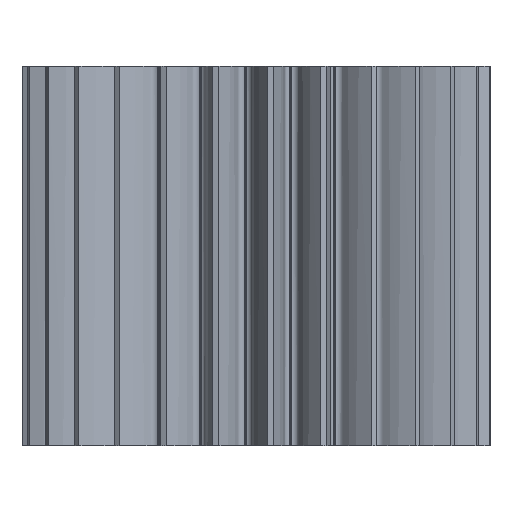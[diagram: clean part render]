
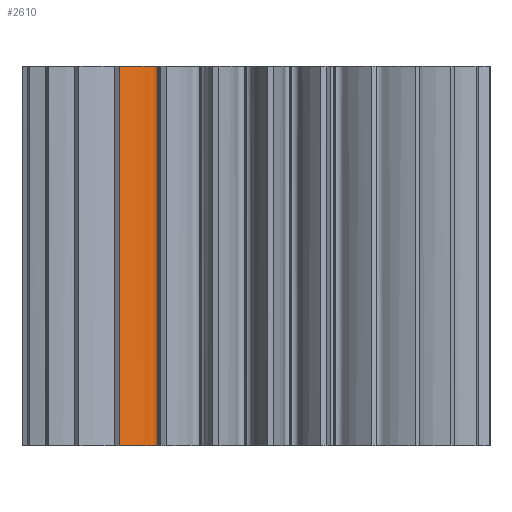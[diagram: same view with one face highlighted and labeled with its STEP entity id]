
A CAD part, left-side view. The second image highlights one B-rep face of the part: STEP entity #2610.
In plain terms, the highlighted free-form (B-spline) face has degree [3, 1] with [14, 2] control points.
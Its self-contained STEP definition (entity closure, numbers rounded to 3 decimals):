
#28=B_SPLINE_SURFACE_WITH_KNOTS('',3,1,((#4989,#4990),(#4991,#4992),(#4993,
#4994),(#4995,#4996),(#4997,#4998),(#4999,#5000),(#5001,#5002),(#5003,#5004),
(#5005,#5006),(#5007,#5008),(#5009,#5010),(#5011,#5012),(#5013,#5014),(#5015,
#5016)),.SURF_OF_LINEAR_EXTRUSION.,.F.,.F.,.F.,(4,2,2,2,2,2,4),(2,2),(0.,
0.25,0.375,0.5,0.625,0.75,1.),(0.,1.),
 .UNSPECIFIED.);
#103=B_SPLINE_CURVE_WITH_KNOTS('',3,(#3904,#3905,#3906,#3907,#3908,#3909,
#3910,#3911),.UNSPECIFIED.,.F.,.F.,(4,1,1,1,1,4),(0.,0.,
0.,0.001,0.001,0.002),
 .UNSPECIFIED.);
#153=B_SPLINE_CURVE_WITH_KNOTS('',3,(#4434,#4435,#4436,#4437,#4438,#4439,
#4440,#4441),.UNSPECIFIED.,.F.,.F.,(4,1,1,1,1,4),(0.,0.001,
0.001,0.002,0.002,0.002),
 .UNSPECIFIED.);
#738=ORIENTED_EDGE('',*,*,#1264,.T.);
#739=ORIENTED_EDGE('',*,*,#1194,.T.);
#740=ORIENTED_EDGE('',*,*,#1366,.T.);
#741=ORIENTED_EDGE('',*,*,#1438,.F.);
#1194=EDGE_CURVE('',#1599,#1600,#1823,.T.);
#1264=EDGE_CURVE('',#1656,#1599,#103,.T.);
#1366=EDGE_CURVE('',#1600,#1732,#153,.T.);
#1438=EDGE_CURVE('',#1656,#1732,#1951,.T.);
#1599=VERTEX_POINT('',#3572);
#1600=VERTEX_POINT('',#3573);
#1656=VERTEX_POINT('',#3912);
#1732=VERTEX_POINT('',#4433);
#1823=LINE('',#3571,#2066);
#1951=LINE('',#4987,#2194);
#2066=VECTOR('',#3031,1000.);
#2194=VECTOR('',#3203,1000.);
#2309=EDGE_LOOP('',(#738,#739,#740,#741));
#2446=FACE_BOUND('',#2309,.T.);
#2610=ADVANCED_FACE('',(#2446),#28,.F.);
#3031=DIRECTION('',(0.,0.,-1.));
#3203=DIRECTION('',(0.,0.,-1.));
#3571=CARTESIAN_POINT('',(-8.519,6.167,8.505));
#3572=CARTESIAN_POINT('',(-8.519,6.167,8.5));
#3573=CARTESIAN_POINT('',(-8.519,6.167,-8.5));
#3904=CARTESIAN_POINT('',(-7.616,4.445,8.5));
#3905=CARTESIAN_POINT('',(-7.573,4.519,8.5));
#3906=CARTESIAN_POINT('',(-7.56,4.705,8.5));
#3907=CARTESIAN_POINT('',(-7.814,4.943,8.5));
#3908=CARTESIAN_POINT('',(-8.066,5.272,8.5));
#3909=CARTESIAN_POINT('',(-8.32,5.707,8.5));
#3910=CARTESIAN_POINT('',(-8.457,6.012,8.5));
#3911=CARTESIAN_POINT('',(-8.519,6.167,8.5));
#3912=CARTESIAN_POINT('',(-7.616,4.445,8.5));
#4433=CARTESIAN_POINT('',(-7.616,4.445,-8.5));
#4434=CARTESIAN_POINT('',(-8.519,6.167,-8.5));
#4435=CARTESIAN_POINT('',(-8.457,6.012,-8.5));
#4436=CARTESIAN_POINT('',(-8.32,5.708,-8.5));
#4437=CARTESIAN_POINT('',(-8.066,5.271,-8.5));
#4438=CARTESIAN_POINT('',(-7.814,4.944,-8.5));
#4439=CARTESIAN_POINT('',(-7.56,4.705,-8.5));
#4440=CARTESIAN_POINT('',(-7.573,4.519,-8.5));
#4441=CARTESIAN_POINT('',(-7.616,4.445,-8.5));
#4987=CARTESIAN_POINT('',(-7.616,4.445,8.505));
#4989=CARTESIAN_POINT('',(-8.519,6.167,8.5));
#4990=CARTESIAN_POINT('',(-8.519,6.167,-8.5));
#4991=CARTESIAN_POINT('',(-8.4,5.869,8.5));
#4992=CARTESIAN_POINT('',(-8.4,5.869,-8.5));
#4993=CARTESIAN_POINT('',(-8.272,5.622,8.5));
#4994=CARTESIAN_POINT('',(-8.272,5.622,-8.5));
#4995=CARTESIAN_POINT('',(-8.089,5.322,8.5));
#4996=CARTESIAN_POINT('',(-8.089,5.322,-8.5));
#4997=CARTESIAN_POINT('',(-8.029,5.234,8.5));
#4998=CARTESIAN_POINT('',(-8.029,5.234,-8.5));
#4999=CARTESIAN_POINT('',(-7.916,5.08,8.5));
#5000=CARTESIAN_POINT('',(-7.916,5.08,-8.5));
#5001=CARTESIAN_POINT('',(-7.862,5.014,8.5));
#5002=CARTESIAN_POINT('',(-7.862,5.014,-8.5));
#5003=CARTESIAN_POINT('',(-7.764,4.903,8.5));
#5004=CARTESIAN_POINT('',(-7.764,4.903,-8.5));
#5005=CARTESIAN_POINT('',(-7.72,4.859,8.5));
#5006=CARTESIAN_POINT('',(-7.72,4.859,-8.5));
#5007=CARTESIAN_POINT('',(-7.645,4.783,8.5));
#5008=CARTESIAN_POINT('',(-7.645,4.783,-8.5));
#5009=CARTESIAN_POINT('',(-7.618,4.743,8.5));
#5010=CARTESIAN_POINT('',(-7.618,4.743,-8.5));
#5011=CARTESIAN_POINT('',(-7.565,4.618,8.5));
#5012=CARTESIAN_POINT('',(-7.565,4.618,-8.5));
#5013=CARTESIAN_POINT('',(-7.571,4.522,8.5));
#5014=CARTESIAN_POINT('',(-7.571,4.522,-8.5));
#5015=CARTESIAN_POINT('',(-7.616,4.445,8.5));
#5016=CARTESIAN_POINT('',(-7.616,4.445,-8.5));
